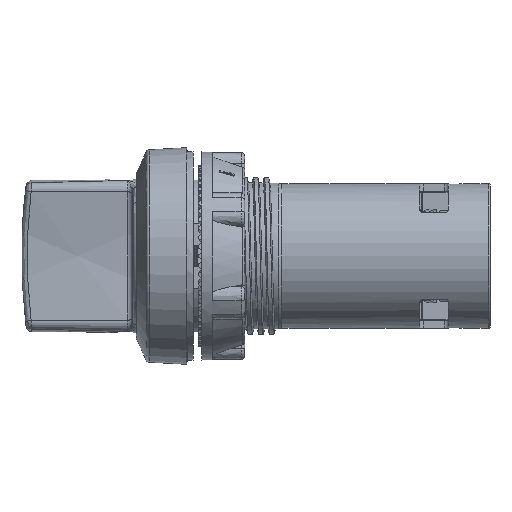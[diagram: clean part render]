
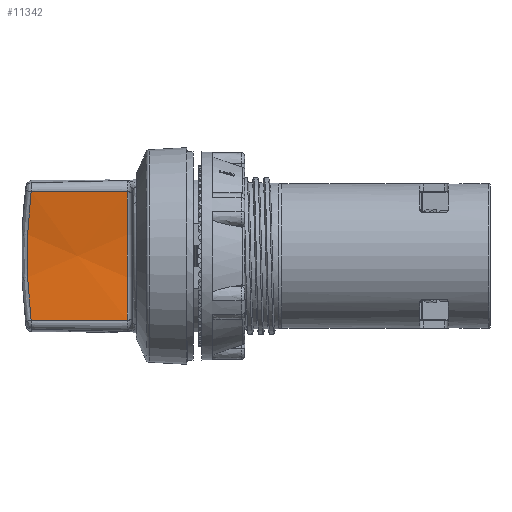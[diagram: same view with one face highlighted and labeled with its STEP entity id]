
A CAD part, left-side view. The second image highlights one B-rep face of the part: STEP entity #11342.
In plain terms, the highlighted conical face has half-angle 1.5 degrees and reference radius 55.149 mm.
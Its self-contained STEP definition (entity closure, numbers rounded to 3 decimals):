
#11342=ADVANCED_FACE('',(#45847),#45849,.F.);
#45847=FACE_BOUND('',#45848,.T.);
#45848=EDGE_LOOP('',(#70381,#70382,#70383,#70384));
#45849=CONICAL_SURFACE('',#45850,55.149,0.026);
#45850=AXIS2_PLACEMENT_3D('',#45851,#45852,#45853);
#45851=CARTESIAN_POINT('',(-58.125,57.55,0.));
#45852=DIRECTION('',(0.,1.,0.));
#45853=DIRECTION('',(1.,0.,0.));
#70381=ORIENTED_EDGE('',*,*,#80801,.F.);
#70382=ORIENTED_EDGE('',*,*,#80806,.T.);
#70383=ORIENTED_EDGE('',*,*,#80807,.T.);
#70384=ORIENTED_EDGE('',*,*,#80808,.T.);
#80801=EDGE_CURVE('',#90268,#90265,#90269,.T.);
#80806=EDGE_CURVE('',#90268,#90273,#90275,.T.);
#80807=EDGE_CURVE('',#90273,#90276,#90277,.T.);
#80808=EDGE_CURVE('',#90276,#90265,#90278,.T.);
#90265=VERTEX_POINT('',#123260);
#90268=VERTEX_POINT('',#123285);
#90269=LINE('',#123286,#123287);
#90273=VERTEX_POINT('',#123319);
#90275=CIRCLE('',#123324,54.966);
#90276=VERTEX_POINT('',#123328);
#90277=LINE('',#123329,#123330);
#90278=B_SPLINE_CURVE_WITH_KNOTS('',3,
(#123332,#123333,#123334,#123335,#123336,#123337,#123338,#123339,#123340,#123341,
#123342,#123343,#123344,#123345,#123346,#123347,#123348,#123349,#123350,#123351),
.UNSPECIFIED.,.F.,.F.,
(4,1,1,1,1,1,1,1,1,1,1,1,1,1,1,1,1,4),
(0.,0.049,0.092,0.131,0.167,0.211,
0.261,0.324,0.401,0.487,0.569,
0.636,0.692,0.755,0.822,0.899,
0.956,1.),
.UNSPECIFIED.);
#123260=CARTESIAN_POINT('',(-3.544,63.966,-8.993));
#123285=CARTESIAN_POINT('',(-3.89,50.579,-8.936));
#123286=CARTESIAN_POINT('',(-3.89,50.579,-8.936));
#123287=VECTOR('',#123288,1.);
#123288=DIRECTION('',(0.026,1.,-0.004));
#123319=CARTESIAN_POINT('',(-3.89,50.579,8.936));
#123324=AXIS2_PLACEMENT_3D('',#123325,#123326,#123327);
#123325=CARTESIAN_POINT('',(-58.125,50.579,0.));
#123326=DIRECTION('',(0.,-1.,0.));
#123327=DIRECTION('',(0.987,0.,-0.163));
#123328=CARTESIAN_POINT('',(-3.544,63.966,8.993));
#123329=CARTESIAN_POINT('',(-3.89,50.579,8.936));
#123330=VECTOR('',#123331,1.);
#123331=DIRECTION('',(0.026,1.,0.004));
#123332=CARTESIAN_POINT('',(-3.544,63.966,8.993));
#123333=CARTESIAN_POINT('',(-3.495,63.999,8.702));
#123334=CARTESIAN_POINT('',(-3.408,64.062,8.153));
#123335=CARTESIAN_POINT('',(-3.294,64.147,7.366));
#123336=CARTESIAN_POINT('',(-3.202,64.218,6.656));
#123337=CARTESIAN_POINT('',(-3.118,64.28,5.94));
#123338=CARTESIAN_POINT('',(-3.038,64.34,5.165));
#123339=CARTESIAN_POINT('',(-2.956,64.401,4.228));
#123340=CARTESIAN_POINT('',(-2.877,64.459,3.089));
#123341=CARTESIAN_POINT('',(-2.815,64.506,1.726));
#123342=CARTESIAN_POINT('',(-2.787,64.526,0.253));
#123343=CARTESIAN_POINT('',(-2.801,64.516,-1.154));
#123344=CARTESIAN_POINT('',(-2.842,64.485,-2.382));
#123345=CARTESIAN_POINT('',(-2.903,64.44,-3.495));
#123346=CARTESIAN_POINT('',(-2.986,64.378,-4.615));
#123347=CARTESIAN_POINT('',(-3.105,64.29,-5.855));
#123348=CARTESIAN_POINT('',(-3.251,64.182,-7.06));
#123349=CARTESIAN_POINT('',(-3.403,64.07,-8.125));
#123350=CARTESIAN_POINT('',(-3.5,63.997,-8.73));
#123351=CARTESIAN_POINT('',(-3.544,63.966,-8.993));
